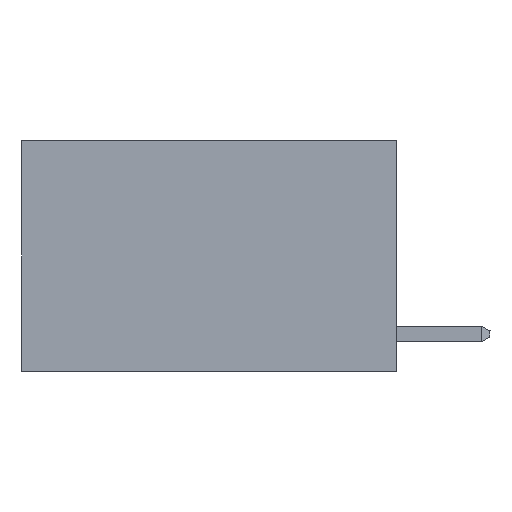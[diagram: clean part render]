
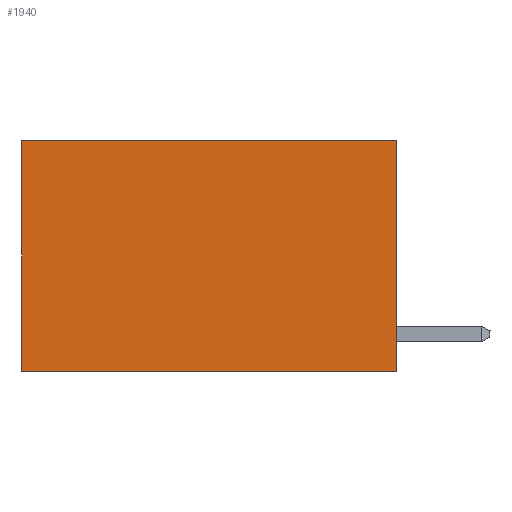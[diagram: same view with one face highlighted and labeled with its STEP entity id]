
A CAD part, left-side view. The second image highlights one B-rep face of the part: STEP entity #1940.
In plain terms, the highlighted planar face has unit normal (-1, 0, 0).
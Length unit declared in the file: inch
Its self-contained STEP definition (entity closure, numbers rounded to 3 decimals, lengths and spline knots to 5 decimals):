
#687 = ORIENTED_EDGE ( 'NONE', *, *, #1912, .F. ) ;
#800 = CARTESIAN_POINT ( 'NONE',  ( 0.2625, 0.6, 0. ) ) ;
#872 = DIRECTION ( 'NONE',  ( 1., 0., 0. ) ) ;
#1632 = LINE ( 'NONE', #3330, #4257 ) ;
#1675 = LINE ( 'NONE', #7648, #6563 ) ;
#1912 = EDGE_CURVE ( 'NONE', #7905, #3174, #10961, .T. ) ;
#1940 = ADVANCED_FACE ( 'NONE', ( #6235 ), #5715, .F. ) ;
#1993 = CARTESIAN_POINT ( 'NONE',  ( 0.2625, 0., 0. ) ) ;
#2144 = CARTESIAN_POINT ( 'NONE',  ( 0.2625, 0.6, -0.37 ) ) ;
#3174 = VERTEX_POINT ( 'NONE', #2144 ) ;
#3314 = EDGE_CURVE ( 'NONE', #3808, #7277, #1675, .T. ) ;
#3330 = CARTESIAN_POINT ( 'NONE',  ( 0.2625, 0.6, 0. ) ) ;
#3518 = ORIENTED_EDGE ( 'NONE', *, *, #9750, .F. ) ;
#3603 = VECTOR ( 'NONE', #5482, 39.37008 ) ;
#3795 = ORIENTED_EDGE ( 'NONE', *, *, #3314, .T. ) ;
#3808 = VERTEX_POINT ( 'NONE', #1993 ) ;
#4242 = DIRECTION ( 'NONE',  ( 0., 0., -1. ) ) ;
#4257 = VECTOR ( 'NONE', #4242, 39.37008 ) ;
#4840 = CARTESIAN_POINT ( 'NONE',  ( 0.2625, 0., 0. ) ) ;
#5482 = DIRECTION ( 'NONE',  ( 0., 0., -1. ) ) ;
#5640 = EDGE_LOOP ( 'NONE', ( #10063, #687, #3518, #3795 ) ) ;
#5715 = PLANE ( 'NONE',  #9925 ) ;
#6235 = FACE_OUTER_BOUND ( 'NONE', #5640, .T. ) ;
#6563 = VECTOR ( 'NONE', #11033, 39.37008 ) ;
#6628 = EDGE_CURVE ( 'NONE', #7277, #3174, #1632, .T. ) ;
#7277 = VERTEX_POINT ( 'NONE', #800 ) ;
#7359 = DIRECTION ( 'NONE',  ( 0., 0., -1. ) ) ;
#7648 = CARTESIAN_POINT ( 'NONE',  ( 0.2625, 0., 0. ) ) ;
#7905 = VERTEX_POINT ( 'NONE', #10420 ) ;
#8110 = LINE ( 'NONE', #8866, #3603 ) ;
#8694 = VECTOR ( 'NONE', #11500, 39.37008 ) ;
#8866 = CARTESIAN_POINT ( 'NONE',  ( 0.2625, 0., 0. ) ) ;
#8950 = CARTESIAN_POINT ( 'NONE',  ( 0.2625, 0., -0.37 ) ) ;
#9750 = EDGE_CURVE ( 'NONE', #3808, #7905, #8110, .T. ) ;
#9925 = AXIS2_PLACEMENT_3D ( 'NONE', #4840, #872, #7359 ) ;
#10063 = ORIENTED_EDGE ( 'NONE', *, *, #6628, .T. ) ;
#10420 = CARTESIAN_POINT ( 'NONE',  ( 0.2625, 0., -0.37 ) ) ;
#10961 = LINE ( 'NONE', #8950, #8694 ) ;
#11033 = DIRECTION ( 'NONE',  ( 0., 1., 0. ) ) ;
#11500 = DIRECTION ( 'NONE',  ( 0., 1., 0. ) ) ;
